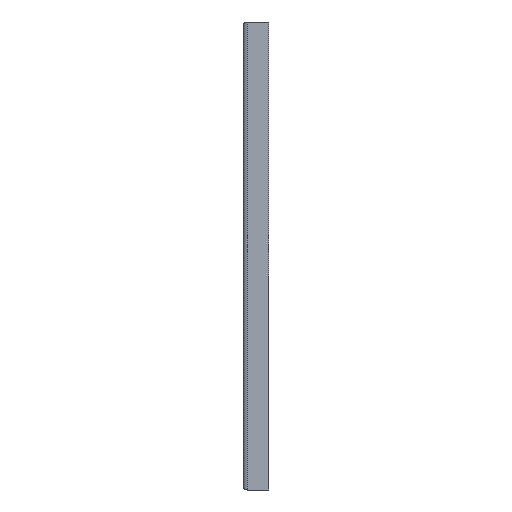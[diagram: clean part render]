
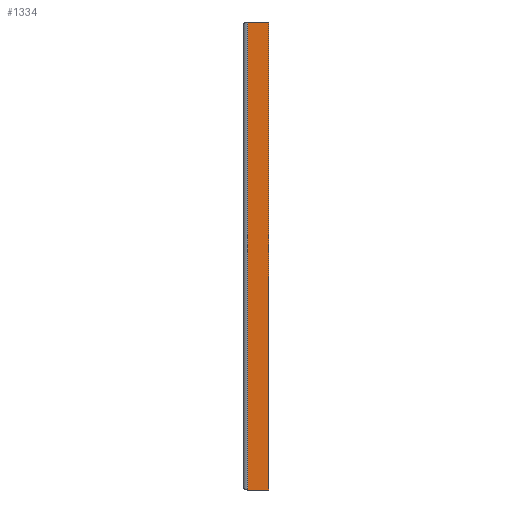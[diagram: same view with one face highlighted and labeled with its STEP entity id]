
A CAD part, left-side view. The second image highlights one B-rep face of the part: STEP entity #1334.
In plain terms, the highlighted planar face has unit normal (-1, 0, 0).
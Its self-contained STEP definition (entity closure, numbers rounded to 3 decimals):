
#29 = VECTOR ( 'NONE', #309, 1000. ) ;
#32 = LINE ( 'NONE', #1647, #1137 ) ;
#77 = CARTESIAN_POINT ( 'NONE',  ( -57.125, -9.1, 100.15 ) ) ;
#99 = DIRECTION ( 'NONE',  ( 1., 0., 0. ) ) ;
#143 = ORIENTED_EDGE ( 'NONE', *, *, #1397, .F. ) ;
#214 = DIRECTION ( 'NONE',  ( 0., 0., -1. ) ) ;
#250 = VERTEX_POINT ( 'NONE', #815 ) ;
#309 = DIRECTION ( 'NONE',  ( 0., 0., 1. ) ) ;
#343 = DIRECTION ( 'NONE',  ( 0., 1., 0. ) ) ;
#362 = VECTOR ( 'NONE', #409, 1000. ) ;
#363 = CARTESIAN_POINT ( 'NONE',  ( -57.125, 2., -100.15 ) ) ;
#409 = DIRECTION ( 'NONE',  ( 0., 0., -1. ) ) ;
#551 = ORIENTED_EDGE ( 'NONE', *, *, #735, .T. ) ;
#616 = EDGE_LOOP ( 'NONE', ( #1699, #551, #143, #1525 ) ) ;
#643 = PLANE ( 'NONE',  #1603 ) ;
#684 = EDGE_CURVE ( 'NONE', #982, #848, #32, .T. ) ;
#735 = EDGE_CURVE ( 'NONE', #982, #1589, #1401, .T. ) ;
#762 = CARTESIAN_POINT ( 'NONE',  ( -57.125, 0., 0. ) ) ;
#815 = CARTESIAN_POINT ( 'NONE',  ( -57.125, -9.1, -100.15 ) ) ;
#848 = VERTEX_POINT ( 'NONE', #77 ) ;
#938 = CARTESIAN_POINT ( 'NONE',  ( -57.125, 0., -100.15 ) ) ;
#982 = VERTEX_POINT ( 'NONE', #1043 ) ;
#1043 = CARTESIAN_POINT ( 'NONE',  ( -57.125, 0., 100.15 ) ) ;
#1044 = LINE ( 'NONE', #363, #1141 ) ;
#1104 = EDGE_CURVE ( 'NONE', #250, #848, #1127, .T. ) ;
#1127 = LINE ( 'NONE', #1264, #29 ) ;
#1137 = VECTOR ( 'NONE', #1268, 1000. ) ;
#1141 = VECTOR ( 'NONE', #343, 1000. ) ;
#1264 = CARTESIAN_POINT ( 'NONE',  ( -57.125, -9.1, 99.15 ) ) ;
#1268 = DIRECTION ( 'NONE',  ( 0., -1., 0. ) ) ;
#1334 = ADVANCED_FACE ( 'NONE', ( #1465 ), #643, .F. ) ;
#1397 = EDGE_CURVE ( 'NONE', #250, #1589, #1044, .T. ) ;
#1401 = LINE ( 'NONE', #1634, #362 ) ;
#1465 = FACE_OUTER_BOUND ( 'NONE', #616, .T. ) ;
#1525 = ORIENTED_EDGE ( 'NONE', *, *, #1104, .T. ) ;
#1589 = VERTEX_POINT ( 'NONE', #938 ) ;
#1603 = AXIS2_PLACEMENT_3D ( 'NONE', #762, #99, #214 ) ;
#1634 = CARTESIAN_POINT ( 'NONE',  ( -57.125, 0., -100.15 ) ) ;
#1647 = CARTESIAN_POINT ( 'NONE',  ( -57.125, 2., 100.15 ) ) ;
#1699 = ORIENTED_EDGE ( 'NONE', *, *, #684, .F. ) ;
